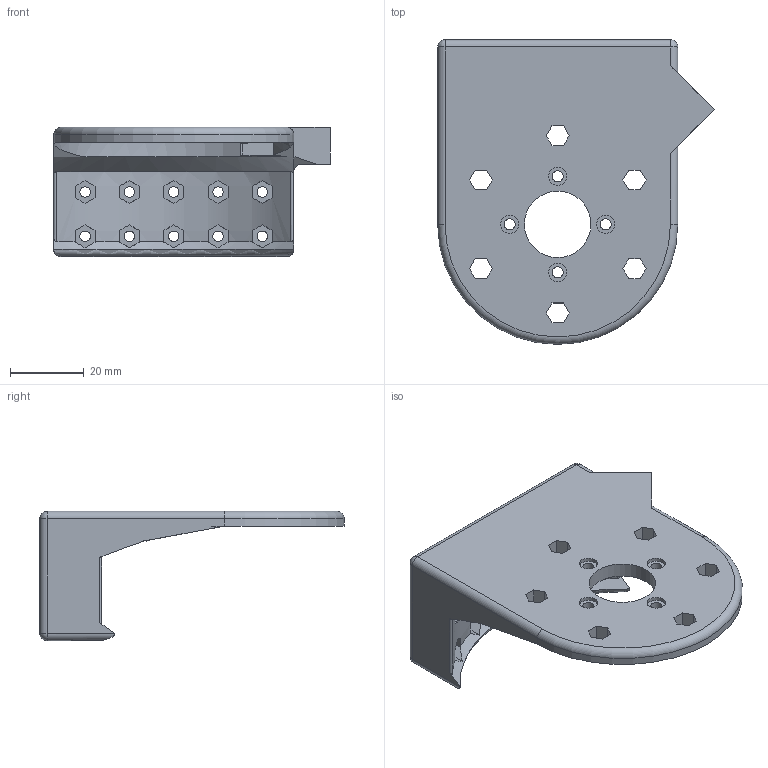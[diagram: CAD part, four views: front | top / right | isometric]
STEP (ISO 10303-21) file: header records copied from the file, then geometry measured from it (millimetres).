
FILE_DESCRIPTION(/* description */ (''),/* implementation_level */ '2;1');
FILE_NAME(/* name */ 'WheelMount.stp',/* time_stamp */ '2020-06-08T17:53:31+02:00',/* author */ ('jguck'),/* organization */ (''),/* preprocessor_version */ 'ST-DEVELOPER v17',/* originating_system */ 'Autodesk Inventor 2019',/* authorisation */ '');
FILE_SCHEMA (('AUTOMOTIVE_DESIGN { 1 0 10303 214 3 1 1 }'));
Length unit declared in the file: millimetre
Products named in the file (1): body
Bounding box: 74.9 x 82.5 x 35 mm (x, y, z)
Volume: 37314.6 mm3; surface area: 18374.1 mm2
Topology: 2 solids, 2 shells, 199 faces, 565 edges, 377 vertices
Faces by surface type: plane 132, cylinder 49, cone 7, bspline 5, sphere 4, torus 2
Full cylindrical faces by diameter (mm): 2.85 x15, 3 x4, 5 x4, 18 x1
Entity records: 6819 total; most frequent: CARTESIAN_POINT 1449, ORIENTED_EDGE 1120, DIRECTION 1088, EDGE_CURVE 560, VERTEX_POINT 377, AXIS2_PLACEMENT_3D 366, LINE 356, VECTOR 356
